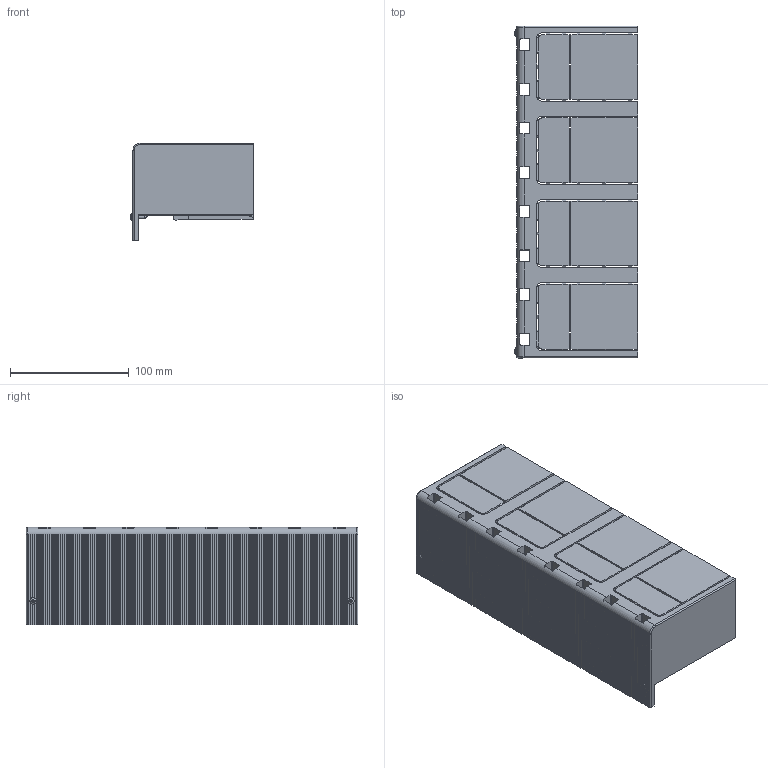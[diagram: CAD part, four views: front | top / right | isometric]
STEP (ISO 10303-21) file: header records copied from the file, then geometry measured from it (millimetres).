
FILE_DESCRIPTION((''),'2;1');
FILE_NAME('1SDH002065A1237_IGES','2019-05-27T',('ITSTCAR1'),(''),'CREO PARAMETRIC BY PTC INC, 2016050','CREO PARAMETRIC BY PTC INC, 2016050','');
FILE_SCHEMA(('AUTOMOTIVE_DESIGN { 1 0 10303 214 1 1 1 1 }'));
Products named in the file (1): 1SDH002065A1237_IGES
Bounding box: 103.64 x 279 x 82.1 mm (x, y, z)
Volume: 239892.3 mm3; surface area: 224434.1 mm2
Topology: 1 solids, 1 shells, 1823 faces, 4909 edges, 2932 vertices
Faces by surface type: plane 1327, cylinder 342, bspline 64, sphere 60, torus 26, cone 4
Entity records: 74760 total; most frequent: CARTESIAN_POINT 16550, ORIENTED_EDGE 9626, DIRECTION 8845, EDGE_CURVE 4813, VECTOR 3945, LINE 3945, VERTEX_POINT 2932, AXIS2_PLACEMENT_3D 2450
